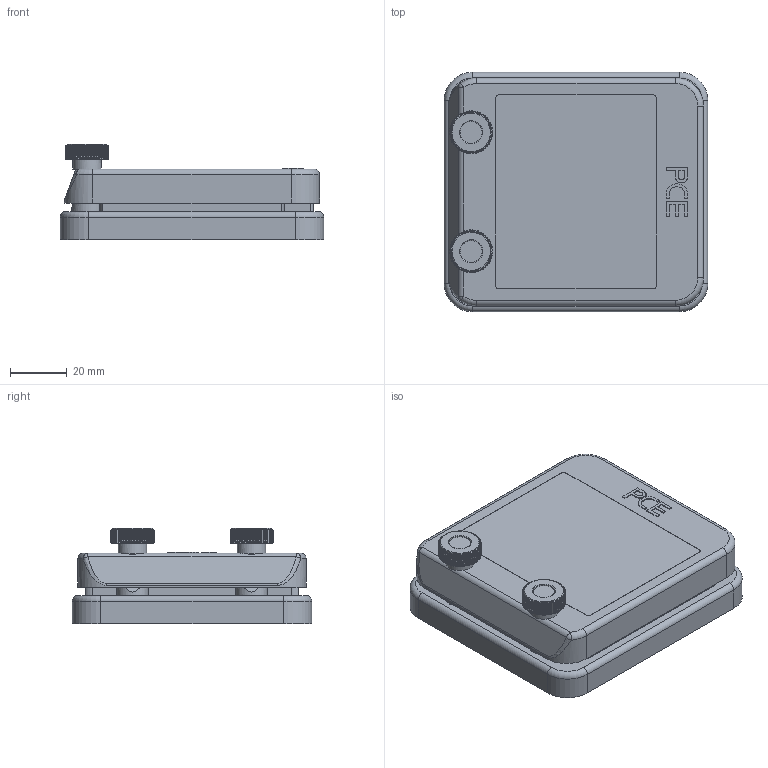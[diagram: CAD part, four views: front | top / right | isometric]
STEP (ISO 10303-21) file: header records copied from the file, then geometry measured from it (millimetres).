
FILE_DESCRIPTION (( 'STEP AP203' ), '1' );
FILE_NAME ('900604.STEP', '2017-11-15T07:49:54', ( '' ), ( '' ), 'SwSTEP 2.0', 'SolidWorks 2016', '' );
FILE_SCHEMA (( 'CONFIG_CONTROL_DESIGN' ));
Length unit declared in the file: millimetre
Products named in the file (1): 900604
Bounding box: 93 x 84.5 x 33.8 mm (x, y, z)
Volume: 82106.8 mm3; surface area: 34415.1 mm2
Topology: 1 solids, 1 shells, 848 faces, 2451 edges, 1624 vertices
Faces by surface type: cylinder 341, plane 291, torus 204, cone 8, sphere 2, bspline 2
Full cylindrical faces by diameter (mm): 3.5 x4, 10 x2
Entity records: 30140 total; most frequent: CARTESIAN_POINT 8912, ORIENTED_EDGE 4854, DIRECTION 3865, EDGE_CURVE 2427, VERTEX_POINT 1618, AXIS2_PLACEMENT_3D 1367, VECTOR 1131, LINE 1131
